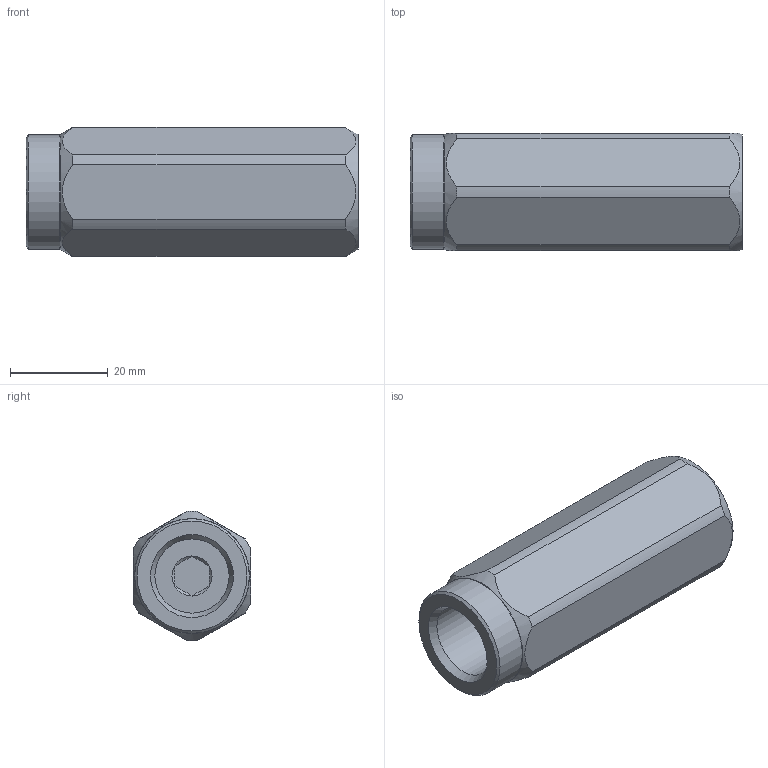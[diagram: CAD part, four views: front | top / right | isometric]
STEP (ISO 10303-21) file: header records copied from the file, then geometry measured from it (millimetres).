
FILE_DESCRIPTION(/* description */ ('Unknown'),/* implementation_level */ '2;1');
FILE_NAME(/* name */ 'V0600',/* time_stamp */ '2021-11-19T08:51:19+01:00',/* author */ ('Unknown'),/* organization */ ('Unknown'),/* preprocessor_version */ 'ST-DEVELOPER v16.7',/* originating_system */ 'DEX',/* authorisation */ $);
FILE_SCHEMA (('AUTOMOTIVE_DESIGN {1 0 10303 214 3 1 1}'));
Length unit declared in the file: millimetre
Products named in the file (1): V0600
Bounding box: 68 x 24 x 26.49 mm (x, y, z)
Volume: 27646.4 mm3; surface area: 7739 mm2
Topology: 1 solids, 1 shells, 45 faces, 119 edges, 79 vertices
Faces by surface type: plane 23, cylinder 15, cone 6, torus 1
Full cylindrical faces by diameter (mm): 15.2 x2, 23.5 x1
Entity records: 1688 total; most frequent: CARTESIAN_POINT 328, DIRECTION 206, ORIENTED_EDGE 204, EDGE_CURVE 102, AXIS2_PLACEMENT_3D 82, VERTEX_POINT 72, EDGE_LOOP 58, FACE_BOUND 58
